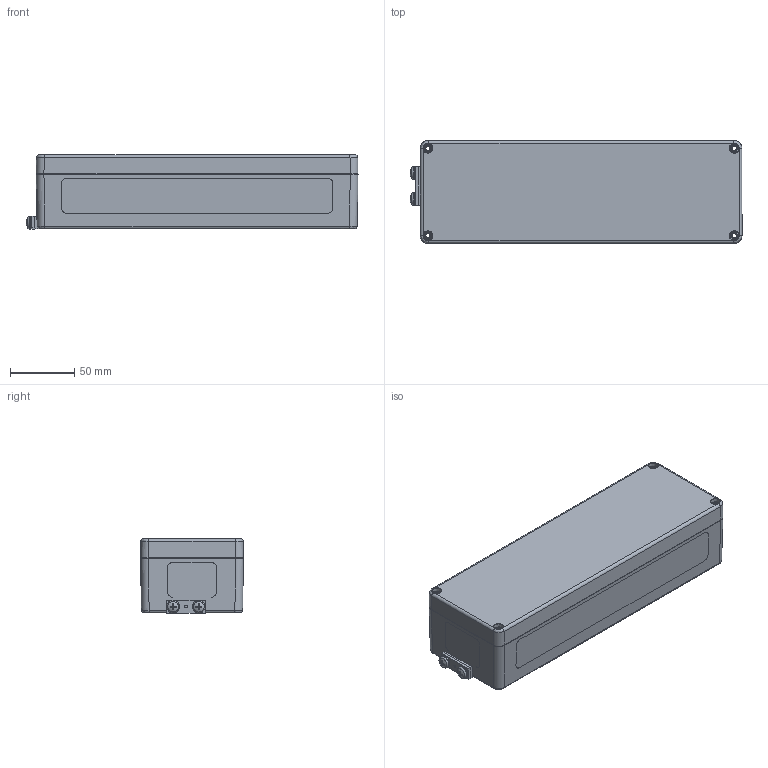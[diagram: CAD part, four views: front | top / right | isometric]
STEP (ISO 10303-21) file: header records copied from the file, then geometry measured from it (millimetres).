
FILE_DESCRIPTION((''),'2;1');
FILE_NAME('MBA Ex- 258050.stp','2011-12-21T13:48:48',('stefan.grimm'),(''),'Autodesk Inventor 2012','Autodesk Inventor 2012','');
FILE_SCHEMA(('AUTOMOTIVE_DESIGN { 1 0 10303 214 1 1 1 1 }'));
Length unit declared in the file: millimetre
Products named in the file (8): MBA Ex- 258050; Aussenerde m5 2; Aussenerde groß; AS 1968 5; NF EN 28744 - ersetzt durch NF EN ISO 8744 2 x 8; AS 1427 H - Metrisch M5 x 16; MBA UT 258050 Aussenerde; OT 258050
Assembly tree (10 placements, depth 3):
  MBA Ex- 258050
    Aussenerde m5 2
      Aussenerde groß  x2
      AS 1968 5  x2
      NF EN 28744 - ersetzt durch NF EN ISO 8744 2 x 8
      AS 1427 H - Metrisch M5 x 16  x2
    MBA UT 258050 Aussenerde
    OT 258050
Bounding box: 257.93 x 79.99 x 57.63 mm (x, y, z)
Volume: 286217.6 mm3; surface area: 157533 mm2
Topology: 9 solids, 9 shells, 1071 faces, 2536 edges, 1520 vertices
Faces by surface type: bspline 338, plane 274, cylinder 243, torus 127, cone 68, sphere 21
Full cylindrical faces by diameter (mm): 2 x3, 3.242 x11, 3.4 x4, 4.134 x2, 4.4 x11, 4.51 x2, 5 x2, 5.5 x4, 7 x3, 7.4 x3
Entity records: 49860 total; most frequent: CARTESIAN_POINT 28814, ORIENTED_EDGE 4328, DIRECTION 3829, EDGE_CURVE 2164, AXIS2_PLACEMENT_3D 1529, VERTEX_POINT 1388, EDGE_LOOP 1290, FACE_OUTER_BOUND 1026
